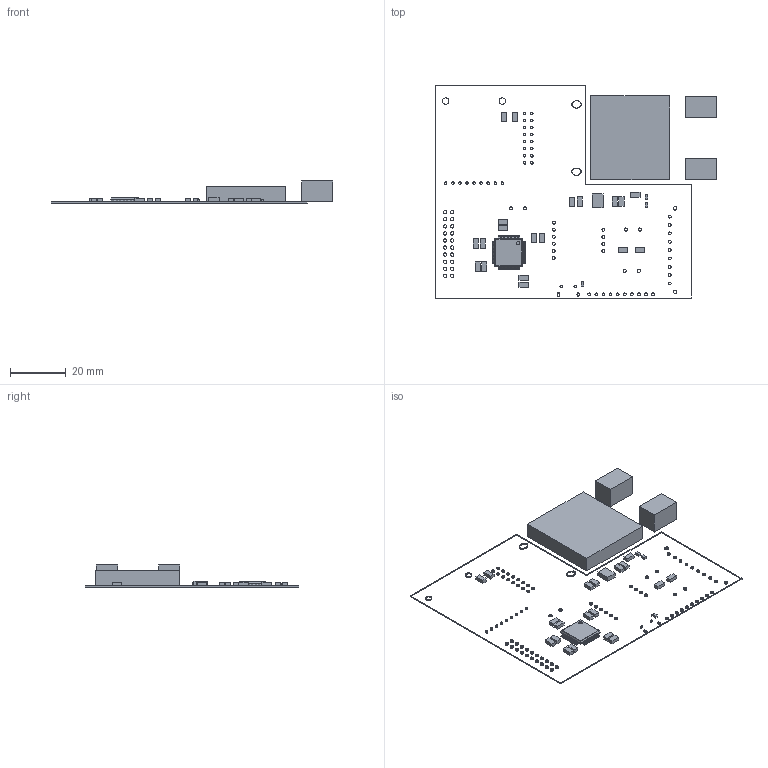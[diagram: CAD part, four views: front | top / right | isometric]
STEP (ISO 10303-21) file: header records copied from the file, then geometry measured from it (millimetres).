
FILE_DESCRIPTION(('Open CASCADE Model'),'2;1');
FILE_NAME('Open CASCADE Shape Model','2020-09-28T18:27:30',('Author'),( 'Open CASCADE'),'Open CASCADE STEP processor 6.8','Open CASCADE 6.8' ,'Unknown');
FILE_SCHEMA(('AUTOMOTIVE_DESIGN { 1 0 10303 214 1 1 1 1 }'));
Length unit declared in the file: millimetre
Products named in the file (44): PCB; BoardTelemetry_board_pcb; Open CASCADE STEP translator 6.8 2.1.1; R2Telemetry_board_pcb; 6433709152; Extruded; U2Telemetry_board_pcb; 6433704432; 6433703552; C12Telemetry_board_pcb; 6433709632; C15Telemetry_board_pcb; 6433708272; R3Telemetry_board_pcb; U1Telemetry_board_pcb; 6433704992; C19Telemetry_board_pcb; R1Telemetry_board_pcb; IC1Telemetry_board_pcb; 4481218368; Body; PinsArrayLR; PinsArrayTB; C18Telemetry_board_pcb; C17Telemetry_board_pcb; C16Telemetry_board_pcb; C14Telemetry_board_pcb; C13Telemetry_board_pcb; C11Telemetry_board_pcb; C10Telemetry_board_pcb; C9Telemetry_board_pcb; C8Telemetry_board_pcb; C7Telemetry_board_pcb; C6Telemetry_board_pcb; C5Telemetry_board_pcb; C4Telemetry_board_pcb; C3Telemetry_board_pcb; C2Telemetry_board_pcb; C1Telemetry_board_pcb
Assembly tree (63 placements, depth 4):
  PCB
    BoardTelemetry_board_pcb
      Open CASCADE STEP translator 6.8 2.1.1
    R2Telemetry_board_pcb
      6433709152
        Extruded
    U2Telemetry_board_pcb
      6433704432  x2
        Extruded
      6433703552
        Extruded
    C12Telemetry_board_pcb
      6433709632
        Extruded
    C15Telemetry_board_pcb
      6433708272
        Extruded
    R3Telemetry_board_pcb
      6433709152
        Extruded
    U1Telemetry_board_pcb
      6433704992
        Extruded
    C19Telemetry_board_pcb
      6433709632
        Extruded
    R1Telemetry_board_pcb
      6433709152
        Extruded
    IC1Telemetry_board_pcb
      4481218368
        Body
        PinsArrayLR
        PinsArrayTB
    C18Telemetry_board_pcb
      6433708272
        Extruded
    C17Telemetry_board_pcb
      6433708272
        Extruded
    C16Telemetry_board_pcb
      6433708272
        Extruded
    C14Telemetry_board_pcb
      6433709632
        Extruded
    C13Telemetry_board_pcb
      6433709632
        Extruded
    C11Telemetry_board_pcb
      6433709632
        Extruded
    C10Telemetry_board_pcb
      6433708272
        Extruded
    C9Telemetry_board_pcb
      6433708272
        Extruded
    C8Telemetry_board_pcb
      6433709632
Bounding box: 101.16 x 76.56 x 7.91 mm (x, y, z)
Volume: 8608.4 mm3; surface area: 15602.5 mm2
Topology: 92 solids, 92 shells, 1142 faces, 2851 edges, 1890 vertices
Faces by surface type: plane 837, cylinder 305
Full cylindrical faces by diameter (mm): 0.9 x25, 1.016 x28, 1.041 x1, 1.1 x6, 1.2 x20, 1.25 x1, 1.27 x2, 2.286 x2
Entity records: 32669 total; most frequent: CARTESIAN_POINT 5427, DIRECTION 5385, ORIENTED_EDGE 5230, EDGE_CURVE 2611, LINE 2009, VECTOR 2009, VERTEX_POINT 1730, AXIS2_PLACEMENT_3D 1688
